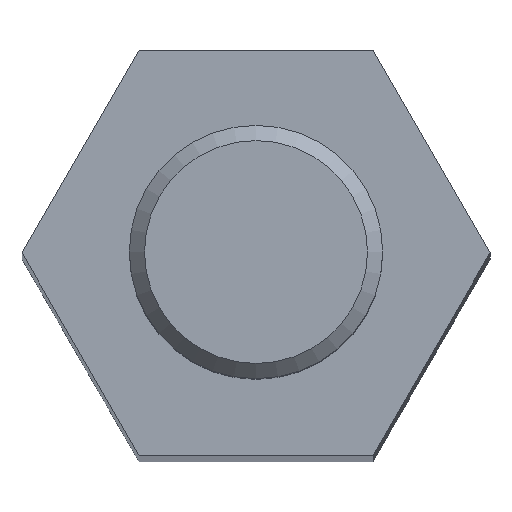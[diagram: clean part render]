
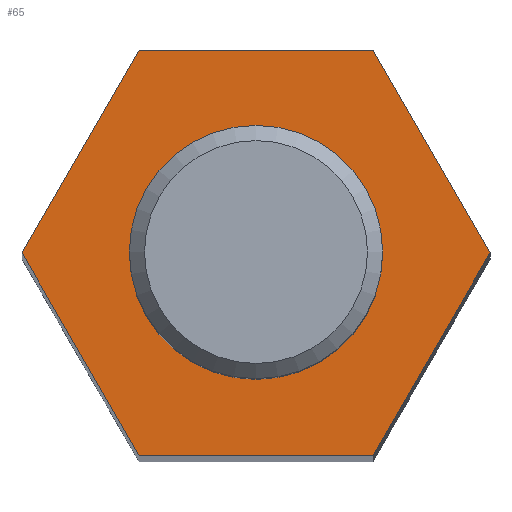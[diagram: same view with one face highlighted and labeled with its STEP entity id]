
A CAD part, top view. The second image highlights one B-rep face of the part: STEP entity #65.
In plain terms, the highlighted planar face has unit normal (0, 0, 1).
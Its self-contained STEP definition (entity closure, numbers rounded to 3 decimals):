
#65 = ADVANCED_FACE( '', ( #143, #144 ), #145, .T. );
#143 = FACE_BOUND( '', #237, .T. );
#144 = FACE_OUTER_BOUND( '', #238, .T. );
#145 = PLANE( '', #239 );
#237 = EDGE_LOOP( '', ( #353 ) );
#238 = EDGE_LOOP( '', ( #354, #355, #356, #357, #358, #359 ) );
#239 = AXIS2_PLACEMENT_3D( '', #360, #361, #362 );
#353 = ORIENTED_EDGE( '', *, *, #510, .T. );
#354 = ORIENTED_EDGE( '', *, *, #511, .T. );
#355 = ORIENTED_EDGE( '', *, *, #507, .T. );
#356 = ORIENTED_EDGE( '', *, *, #512, .T. );
#357 = ORIENTED_EDGE( '', *, *, #513, .T. );
#358 = ORIENTED_EDGE( '', *, *, #514, .T. );
#359 = ORIENTED_EDGE( '', *, *, #515, .T. );
#360 = CARTESIAN_POINT( '', ( 0., 0., 70. ) );
#361 = DIRECTION( '', ( 0., 0., 1. ) );
#362 = DIRECTION( '', ( 1., 0., 0. ) );
#507 = EDGE_CURVE( '', #589, #587, #590, .T. );
#510 = EDGE_CURVE( '', #593, #593, #594, .F. );
#511 = EDGE_CURVE( '', #595, #589, #596, .T. );
#512 = EDGE_CURVE( '', #587, #597, #598, .T. );
#513 = EDGE_CURVE( '', #597, #599, #600, .T. );
#514 = EDGE_CURVE( '', #599, #601, #602, .T. );
#515 = EDGE_CURVE( '', #601, #595, #603, .T. );
#587 = VERTEX_POINT( '', #732 );
#589 = VERTEX_POINT( '', #735 );
#590 = LINE( '', #736, #737 );
#593 = VERTEX_POINT( '', #741 );
#594 = CIRCLE( '', #742, 2.265 );
#595 = VERTEX_POINT( '', #743 );
#596 = LINE( '', #744, #745 );
#597 = VERTEX_POINT( '', #746 );
#598 = LINE( '', #747, #748 );
#599 = VERTEX_POINT( '', #749 );
#600 = LINE( '', #750, #751 );
#601 = VERTEX_POINT( '', #752 );
#602 = LINE( '', #753, #754 );
#603 = LINE( '', #755, #756 );
#732 = CARTESIAN_POINT( '', ( -4.619, 0., 70. ) );
#735 = CARTESIAN_POINT( '', ( -2.309, 4., 70. ) );
#736 = CARTESIAN_POINT( '', ( -2.309, 4., 70. ) );
#737 = VECTOR( '', #853, 1000. );
#741 = CARTESIAN_POINT( '', ( 2.265, 0., 70. ) );
#742 = AXIS2_PLACEMENT_3D( '', #855, #856, #857 );
#743 = CARTESIAN_POINT( '', ( 2.309, 4., 70. ) );
#744 = CARTESIAN_POINT( '', ( 2.309, 4., 70. ) );
#745 = VECTOR( '', #858, 1000. );
#746 = CARTESIAN_POINT( '', ( -2.309, -4., 70. ) );
#747 = CARTESIAN_POINT( '', ( -4.619, 0., 70. ) );
#748 = VECTOR( '', #859, 1000. );
#749 = CARTESIAN_POINT( '', ( 2.309, -4., 70. ) );
#750 = CARTESIAN_POINT( '', ( -2.309, -4., 70. ) );
#751 = VECTOR( '', #860, 1000. );
#752 = CARTESIAN_POINT( '', ( 4.619, 0., 70. ) );
#753 = CARTESIAN_POINT( '', ( 2.309, -4., 70. ) );
#754 = VECTOR( '', #861, 1000. );
#755 = CARTESIAN_POINT( '', ( 4.619, 0., 70. ) );
#756 = VECTOR( '', #862, 1000. );
#853 = DIRECTION( '', ( -0.5, -0.866, 0. ) );
#855 = CARTESIAN_POINT( '', ( 0., 0., 70. ) );
#856 = DIRECTION( '', ( 0., 0., 1. ) );
#857 = DIRECTION( '', ( 1., 0., 0. ) );
#858 = DIRECTION( '', ( -1., 0., 0. ) );
#859 = DIRECTION( '', ( 0.5, -0.866, 0. ) );
#860 = DIRECTION( '', ( 1., 0., 0. ) );
#861 = DIRECTION( '', ( 0.5, 0.866, 0. ) );
#862 = DIRECTION( '', ( -0.5, 0.866, 0. ) );
